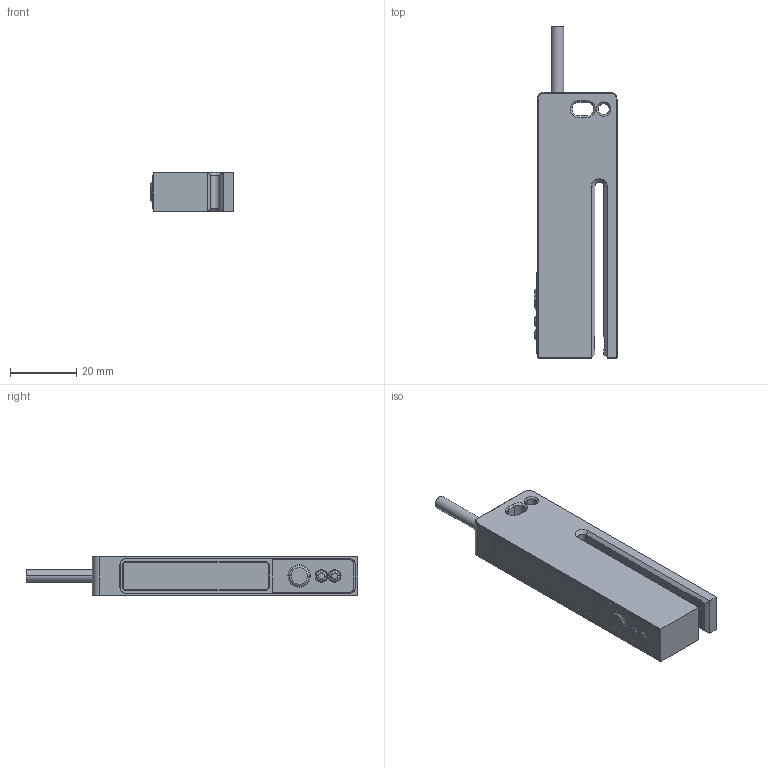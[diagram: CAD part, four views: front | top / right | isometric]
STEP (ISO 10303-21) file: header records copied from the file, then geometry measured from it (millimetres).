
FILE_DESCRIPTION((''),'2;1');
FILE_NAME('PUD-100N__ASM','2021-12-14T13:17:51',('Administrator'),(''),'CREO PARAMETRIC BY PTC INC, 2018400','CREO PARAMETRIC BY PTC INC, 2018400','');
FILE_SCHEMA(('CONFIG_CONTROL_DESIGN'));
Length unit declared in the file: millimetre
Products named in the file (2): PUD-100N_BOTTOM_SHELL__; PUD-100N__ASM
Assembly tree (1 placements, depth 2):
  PUD-100N__ASM
    PUD-100N_BOTTOM_SHELL__
Bounding box: 24.75 x 100 x 12 mm (x, y, z)
Volume: 20725.6 mm3; surface area: 8974.5 mm2
Topology: 1 solids, 13 shells, 264 faces, 592 edges, 371 vertices
Faces by surface type: plane 127, cylinder 75, cone 32, torus 24, sphere 6
Entity records: 7363 total; most frequent: DIRECTION 1358, CARTESIAN_POINT 1248, ORIENTED_EDGE 1172, EDGE_CURVE 586, AXIS2_PLACEMENT_3D 513, VERTEX_POINT 371, VECTOR 332, LINE 332
